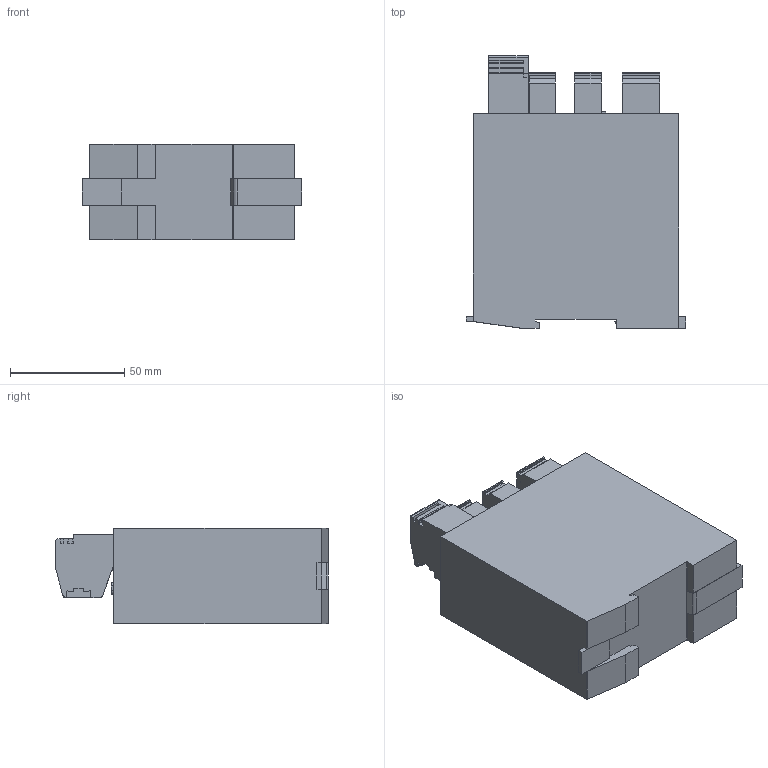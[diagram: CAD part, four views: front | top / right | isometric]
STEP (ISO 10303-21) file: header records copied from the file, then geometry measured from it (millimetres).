
FILE_DESCRIPTION (( 'STEP AP214' ), '1' );
FILE_NAME ('787-1662.step', '2020-09-04T15:20:21', ( '' ), ( '' ), 'SwSTEP 2.0', 'SolidWorks 2019', '' );
FILE_SCHEMA (( 'AUTOMOTIVE_DESIGN' ));
Length unit declared in the file: inch
Products named in the file (1): 787-1662
Bounding box: 96.2 x 119.5 x 42 mm (x, y, z)
Volume: 365458.7 mm3; surface area: 39972.6 mm2
Topology: 1 solids, 1 shells, 228 faces, 630 edges, 420 vertices
Faces by surface type: plane 166, cylinder 62
Full cylindrical faces by diameter (mm): 4.895 x1, 5.022 x6
Entity records: 7243 total; most frequent: CARTESIAN_POINT 1272, ORIENTED_EDGE 1246, DIRECTION 1205, EDGE_CURVE 623, VECTOR 499, LINE 499, VERTEX_POINT 420, AXIS2_PLACEMENT_3D 353
